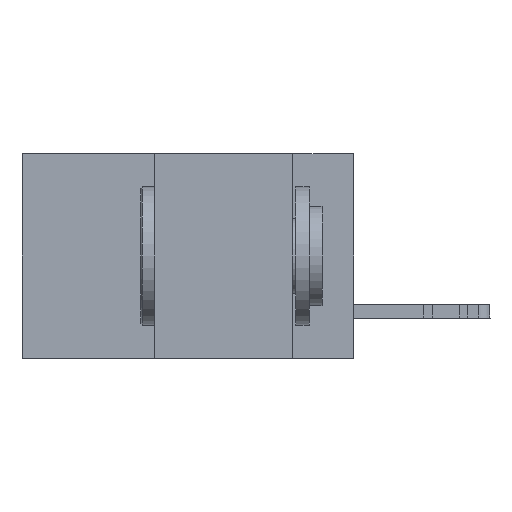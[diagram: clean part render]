
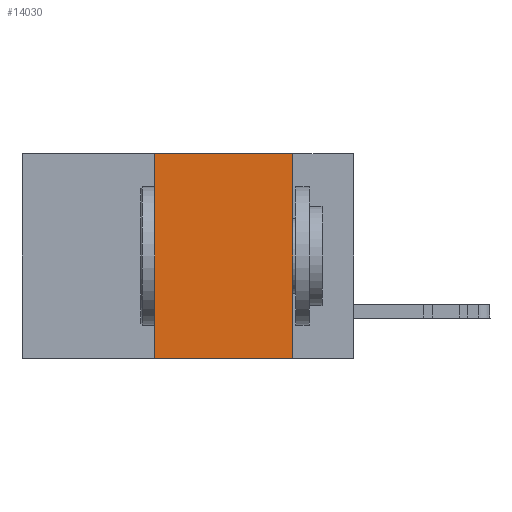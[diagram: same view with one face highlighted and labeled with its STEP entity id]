
A CAD part, left-side view. The second image highlights one B-rep face of the part: STEP entity #14030.
In plain terms, the highlighted planar face has unit normal (-1, 0, 0).
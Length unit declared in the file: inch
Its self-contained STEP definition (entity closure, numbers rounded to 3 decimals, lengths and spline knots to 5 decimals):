
#742 = FACE_OUTER_BOUND ( 'NONE', #6874, .T. ) ;
#1140 = LINE ( 'NONE', #31810, #28926 ) ;
#3036 = CARTESIAN_POINT ( 'NONE',  ( 0., 0.11, 0. ) ) ;
#6217 = CARTESIAN_POINT ( 'NONE',  ( 0., 0.36, 0. ) ) ;
#6874 = EDGE_LOOP ( 'NONE', ( #19562, #23119, #23381, #27700 ) ) ;
#6930 = VERTEX_POINT ( 'NONE', #3036 ) ;
#7891 = LINE ( 'NONE', #15860, #32192 ) ;
#9269 = VERTEX_POINT ( 'NONE', #17913 ) ;
#11574 = DIRECTION ( 'NONE',  ( 1., 0., 0. ) ) ;
#12518 = DIRECTION ( 'NONE',  ( 0., -1., 0. ) ) ;
#12967 = CARTESIAN_POINT ( 'NONE',  ( 0., 0.36, 0. ) ) ;
#14030 = ADVANCED_FACE ( 'NONE', ( #742 ), #34752, .F. ) ;
#14123 = DIRECTION ( 'NONE',  ( 0., 0., 1. ) ) ;
#14973 = VECTOR ( 'NONE', #22257, 39.37008 ) ;
#15860 = CARTESIAN_POINT ( 'NONE',  ( 0., 0.6, 0. ) ) ;
#15910 = VERTEX_POINT ( 'NONE', #34592 ) ;
#17913 = CARTESIAN_POINT ( 'NONE',  ( 0., 0.36, -0.37 ) ) ;
#19562 = ORIENTED_EDGE ( 'NONE', *, *, #39555, .F. ) ;
#21962 = VECTOR ( 'NONE', #14123, 39.37008 ) ;
#22257 = DIRECTION ( 'NONE',  ( 0., 0., -1. ) ) ;
#23119 = ORIENTED_EDGE ( 'NONE', *, *, #42845, .F. ) ;
#23381 = ORIENTED_EDGE ( 'NONE', *, *, #39783, .F. ) ;
#27533 = DIRECTION ( 'NONE',  ( 0., -1., 0. ) ) ;
#27700 = ORIENTED_EDGE ( 'NONE', *, *, #41167, .T. ) ;
#28926 = VECTOR ( 'NONE', #27533, 39.37008 ) ;
#29377 = AXIS2_PLACEMENT_3D ( 'NONE', #31846, #11574, #34932 ) ;
#31810 = CARTESIAN_POINT ( 'NONE',  ( 0., 0.6, -0.37 ) ) ;
#31846 = CARTESIAN_POINT ( 'NONE',  ( 0., 0.6, 0. ) ) ;
#32192 = VECTOR ( 'NONE', #12518, 39.37008 ) ;
#34592 = CARTESIAN_POINT ( 'NONE',  ( 0., 0.11, -0.37 ) ) ;
#34752 = PLANE ( 'NONE',  #29377 ) ;
#34932 = DIRECTION ( 'NONE',  ( 0., 0., -1. ) ) ;
#38097 = LINE ( 'NONE', #44384, #14973 ) ;
#39555 = EDGE_CURVE ( 'NONE', #6930, #15910, #38097, .T. ) ;
#39783 = EDGE_CURVE ( 'NONE', #9269, #47483, #39868, .T. ) ;
#39868 = LINE ( 'NONE', #6217, #21962 ) ;
#41167 = EDGE_CURVE ( 'NONE', #9269, #15910, #1140, .T. ) ;
#42845 = EDGE_CURVE ( 'NONE', #47483, #6930, #7891, .T. ) ;
#44384 = CARTESIAN_POINT ( 'NONE',  ( 0., 0.11, 0. ) ) ;
#47483 = VERTEX_POINT ( 'NONE', #12967 ) ;
